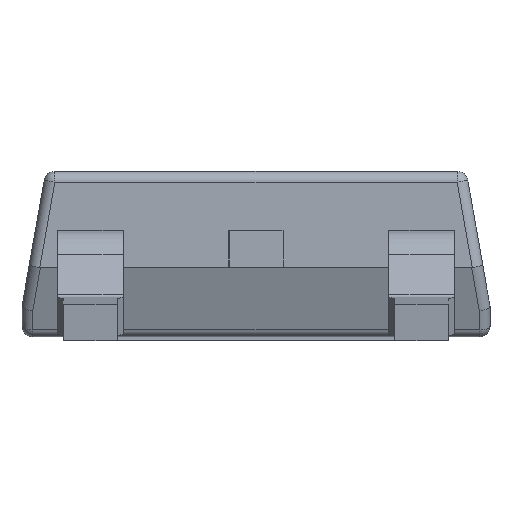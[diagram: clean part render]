
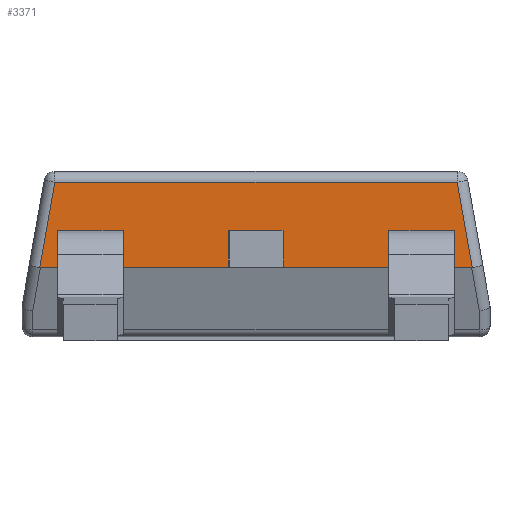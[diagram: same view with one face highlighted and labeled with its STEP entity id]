
A CAD part, front view. The second image highlights one B-rep face of the part: STEP entity #3371.
In plain terms, the highlighted planar face has unit normal (0, -1, 0).
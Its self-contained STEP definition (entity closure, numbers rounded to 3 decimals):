
#15=ELLIPSE('',#3542,0.445,0.15);
#25=ELLIPSE('',#3585,0.445,0.15);
#47=FACE_BOUND('',#435,.T.);
#48=FACE_BOUND('',#436,.T.);
#49=FACE_BOUND('',#437,.T.);
#242=FACE_OUTER_BOUND('',#434,.T.);
#434=EDGE_LOOP('',(#2670,#2671,#2672,#2673,#2674,#2675));
#435=EDGE_LOOP('',(#2676,#2677,#2678,#2679));
#436=EDGE_LOOP('',(#2680,#2681,#2682,#2683));
#437=EDGE_LOOP('',(#2684,#2685,#2686,#2687));
#758=LINE('',#5143,#1161);
#759=LINE('',#5151,#1162);
#767=LINE('',#5181,#1170);
#786=LINE('',#5224,#1189);
#787=LINE('',#5227,#1190);
#788=LINE('',#5229,#1191);
#789=LINE('',#5231,#1192);
#790=LINE('',#5232,#1193);
#791=LINE('',#5235,#1194);
#792=LINE('',#5237,#1195);
#793=LINE('',#5239,#1196);
#794=LINE('',#5240,#1197);
#795=LINE('',#5243,#1198);
#796=LINE('',#5245,#1199);
#797=LINE('',#5247,#1200);
#798=LINE('',#5248,#1201);
#1161=VECTOR('',#4187,1.206);
#1162=VECTOR('',#4198,5.588);
#1170=VECTOR('',#4236,1.206);
#1189=VECTOR('',#4289,5.989);
#1190=VECTOR('',#4290,0.75);
#1191=VECTOR('',#4291,0.51);
#1192=VECTOR('',#4292,0.75);
#1193=VECTOR('',#4293,0.51);
#1194=VECTOR('',#4294,0.51);
#1195=VECTOR('',#4295,0.75);
#1196=VECTOR('',#4296,0.51);
#1197=VECTOR('',#4297,0.75);
#1198=VECTOR('',#4298,0.51);
#1199=VECTOR('',#4299,0.75);
#1200=VECTOR('',#4300,0.51);
#1201=VECTOR('',#4301,0.75);
#1491=VERTEX_POINT('',#5103);
#1492=VERTEX_POINT('',#5105);
#1502=VERTEX_POINT('',#5136);
#1504=VERTEX_POINT('',#5145);
#1512=VERTEX_POINT('',#5180);
#1517=VERTEX_POINT('',#5194);
#1520=VERTEX_POINT('',#5225);
#1521=VERTEX_POINT('',#5226);
#1522=VERTEX_POINT('',#5228);
#1523=VERTEX_POINT('',#5230);
#1524=VERTEX_POINT('',#5233);
#1525=VERTEX_POINT('',#5234);
#1526=VERTEX_POINT('',#5236);
#1527=VERTEX_POINT('',#5238);
#1528=VERTEX_POINT('',#5241);
#1529=VERTEX_POINT('',#5242);
#1530=VERTEX_POINT('',#5244);
#1531=VERTEX_POINT('',#5246);
#1866=EDGE_CURVE('',#1491,#1492,#15,.T.);
#1886=EDGE_CURVE('',#1502,#1491,#758,.T.);
#1890=EDGE_CURVE('',#1504,#1502,#759,.T.);
#1905=EDGE_CURVE('',#1512,#1504,#767,.T.);
#1913=EDGE_CURVE('',#1517,#1512,#25,.T.);
#1930=EDGE_CURVE('',#1492,#1517,#786,.T.);
#1931=EDGE_CURVE('',#1520,#1521,#787,.T.);
#1932=EDGE_CURVE('',#1522,#1520,#788,.T.);
#1933=EDGE_CURVE('',#1523,#1522,#789,.T.);
#1934=EDGE_CURVE('',#1521,#1523,#790,.T.);
#1935=EDGE_CURVE('',#1524,#1525,#791,.T.);
#1936=EDGE_CURVE('',#1526,#1524,#792,.T.);
#1937=EDGE_CURVE('',#1527,#1526,#793,.T.);
#1938=EDGE_CURVE('',#1525,#1527,#794,.T.);
#1939=EDGE_CURVE('',#1528,#1529,#795,.T.);
#1940=EDGE_CURVE('',#1530,#1528,#796,.T.);
#1941=EDGE_CURVE('',#1531,#1530,#797,.T.);
#1942=EDGE_CURVE('',#1529,#1531,#798,.T.);
#2670=ORIENTED_EDGE('',*,*,#1866,.F.);
#2671=ORIENTED_EDGE('',*,*,#1886,.F.);
#2672=ORIENTED_EDGE('',*,*,#1890,.F.);
#2673=ORIENTED_EDGE('',*,*,#1905,.F.);
#2674=ORIENTED_EDGE('',*,*,#1913,.F.);
#2675=ORIENTED_EDGE('',*,*,#1930,.F.);
#2676=ORIENTED_EDGE('',*,*,#1931,.F.);
#2677=ORIENTED_EDGE('',*,*,#1932,.F.);
#2678=ORIENTED_EDGE('',*,*,#1933,.F.);
#2679=ORIENTED_EDGE('',*,*,#1934,.F.);
#2680=ORIENTED_EDGE('',*,*,#1935,.F.);
#2681=ORIENTED_EDGE('',*,*,#1936,.F.);
#2682=ORIENTED_EDGE('',*,*,#1937,.F.);
#2683=ORIENTED_EDGE('',*,*,#1938,.F.);
#2684=ORIENTED_EDGE('',*,*,#1939,.F.);
#2685=ORIENTED_EDGE('',*,*,#1940,.F.);
#2686=ORIENTED_EDGE('',*,*,#1941,.F.);
#2687=ORIENTED_EDGE('',*,*,#1942,.F.);
#3075=PLANE('',#3596);
#3371=ADVANCED_FACE('',(#242,#47,#48,#49),#3075,.T.);
#3542=AXIS2_PLACEMENT_3D('',#5106,#4143,#4144);
#3585=AXIS2_PLACEMENT_3D('',#5196,#4251,#4252);
#3596=AXIS2_PLACEMENT_3D('',#5223,#4287,#4288);
#4143=DIRECTION('center_axis',(0.,1.,0.));
#4144=DIRECTION('ref_axis',(0.174,0.,-0.985));
#4187=DIRECTION('',(0.174,0.,-0.985));
#4198=DIRECTION('',(1.,0.,0.));
#4236=DIRECTION('',(0.174,0.,0.985));
#4251=DIRECTION('center_axis',(0.,1.,0.));
#4252=DIRECTION('ref_axis',(-0.174,0.,-0.985));
#4287=DIRECTION('center_axis',(0.,-1.,0.));
#4288=DIRECTION('ref_axis',(1.,0.,0.));
#4289=DIRECTION('',(-1.,0.,0.));
#4290=DIRECTION('',(1.,0.,0.));
#4291=DIRECTION('',(0.,0.,-1.));
#4292=DIRECTION('',(-1.,0.,0.));
#4293=DIRECTION('',(0.,0.,1.));
#4294=DIRECTION('',(0.,0.,1.));
#4295=DIRECTION('',(1.,0.,0.));
#4296=DIRECTION('',(0.,0.,-1.));
#4297=DIRECTION('',(-1.,0.,0.));
#4298=DIRECTION('',(0.,0.,-1.));
#4299=DIRECTION('',(-1.,0.,0.));
#4300=DIRECTION('',(0.,0.,1.));
#4301=DIRECTION('',(1.,0.,0.));
#5103=CARTESIAN_POINT('',(3.004,-2.2,1.012));
#5105=CARTESIAN_POINT('',(2.995,-2.2,1.012));
#5106=CARTESIAN_POINT('Origin',(2.926,-2.2,1.45));
#5136=CARTESIAN_POINT('',(2.794,-2.2,2.2));
#5143=CARTESIAN_POINT('',(2.958,-2.2,1.268));
#5145=CARTESIAN_POINT('',(-2.794,-2.2,2.2));
#5151=CARTESIAN_POINT('',(-1.625,-2.2,2.2));
#5180=CARTESIAN_POINT('',(-3.004,-2.2,1.012));
#5181=CARTESIAN_POINT('',(-3.056,-2.2,0.713));
#5194=CARTESIAN_POINT('',(-2.995,-2.2,1.012));
#5196=CARTESIAN_POINT('Origin',(-2.926,-2.2,1.45));
#5223=CARTESIAN_POINT('Origin',(-3.25,-2.2,0.05));
#5224=CARTESIAN_POINT('',(-1.625,-2.2,1.012));
#5225=CARTESIAN_POINT('',(1.925,-2.2,1.02));
#5226=CARTESIAN_POINT('',(2.675,-2.2,1.02));
#5227=CARTESIAN_POINT('',(-1.625,-2.2,1.02));
#5228=CARTESIAN_POINT('',(1.925,-2.2,1.53));
#5229=CARTESIAN_POINT('',(1.925,-2.2,0.025));
#5230=CARTESIAN_POINT('',(2.675,-2.2,1.53));
#5231=CARTESIAN_POINT('',(-1.625,-2.2,1.53));
#5232=CARTESIAN_POINT('',(2.675,-2.2,0.025));
#5233=CARTESIAN_POINT('',(0.375,-2.2,1.02));
#5234=CARTESIAN_POINT('',(0.375,-2.2,1.53));
#5235=CARTESIAN_POINT('',(0.375,-2.2,0.025));
#5236=CARTESIAN_POINT('',(-0.375,-2.2,1.02));
#5237=CARTESIAN_POINT('',(-1.625,-2.2,1.02));
#5238=CARTESIAN_POINT('',(-0.375,-2.2,1.53));
#5239=CARTESIAN_POINT('',(-0.375,-2.2,0.025));
#5240=CARTESIAN_POINT('',(-1.625,-2.2,1.53));
#5241=CARTESIAN_POINT('',(-2.675,-2.2,1.53));
#5242=CARTESIAN_POINT('',(-2.675,-2.2,1.02));
#5243=CARTESIAN_POINT('',(-2.675,-2.2,0.025));
#5244=CARTESIAN_POINT('',(-1.925,-2.2,1.53));
#5245=CARTESIAN_POINT('',(-1.625,-2.2,1.53));
#5246=CARTESIAN_POINT('',(-1.925,-2.2,1.02));
#5247=CARTESIAN_POINT('',(-1.925,-2.2,0.025));
#5248=CARTESIAN_POINT('',(-1.625,-2.2,1.02));
